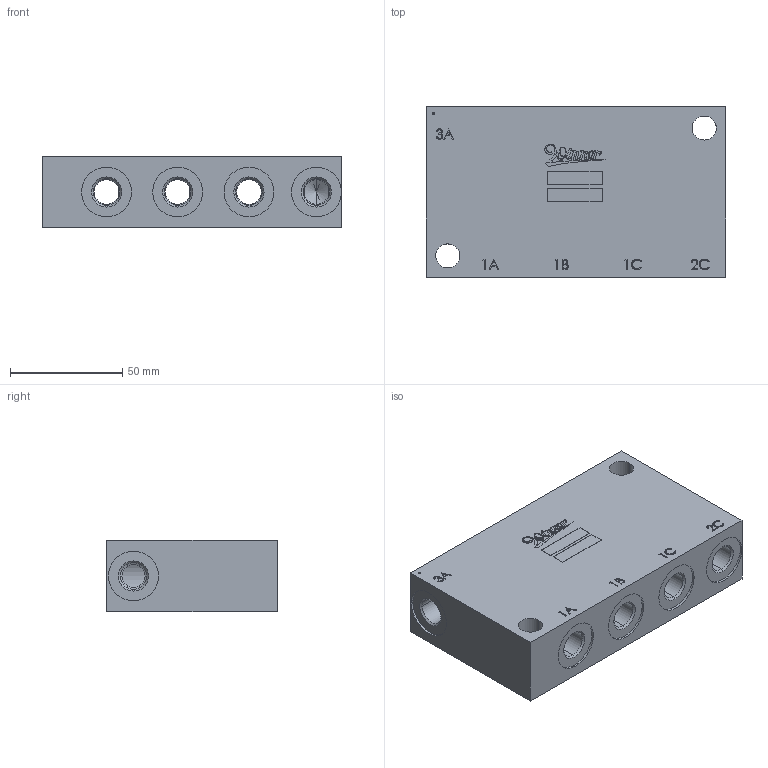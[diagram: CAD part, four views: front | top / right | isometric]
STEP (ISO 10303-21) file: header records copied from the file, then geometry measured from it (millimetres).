
FILE_DESCRIPTION (( 'STEP AP203' ), '1' );
FILE_NAME ('ML-60-KTW-11A3-11A3-11A3-G02-Z01.STEP', '2026-02-26T03:55:19', ( '' ), ( '' ), 'SwSTEP 2.0', 'SolidWorks 2018', '' );
FILE_SCHEMA (( 'CONFIG_CONTROL_DESIGN' ));
Length unit declared in the file: millimetre
Products named in the file (1): ML-60-KTW-11A3-11A3-11A3-G02-Z01
Bounding box: 133.4 x 76 x 32 mm (x, y, z)
Volume: 255843.2 mm3; surface area: 49026.2 mm2
Topology: 1 solids, 1 shells, 485 faces, 1262 edges, 806 vertices
Faces by surface type: cylinder 217, plane 148, cone 61, bspline 47, torus 12
Entity records: 17984 total; most frequent: CARTESIAN_POINT 5940, ORIENTED_EDGE 2516, DIRECTION 2502, EDGE_CURVE 1258, AXIS2_PLACEMENT_3D 917, VERTEX_POINT 806, VECTOR 668, LINE 668
